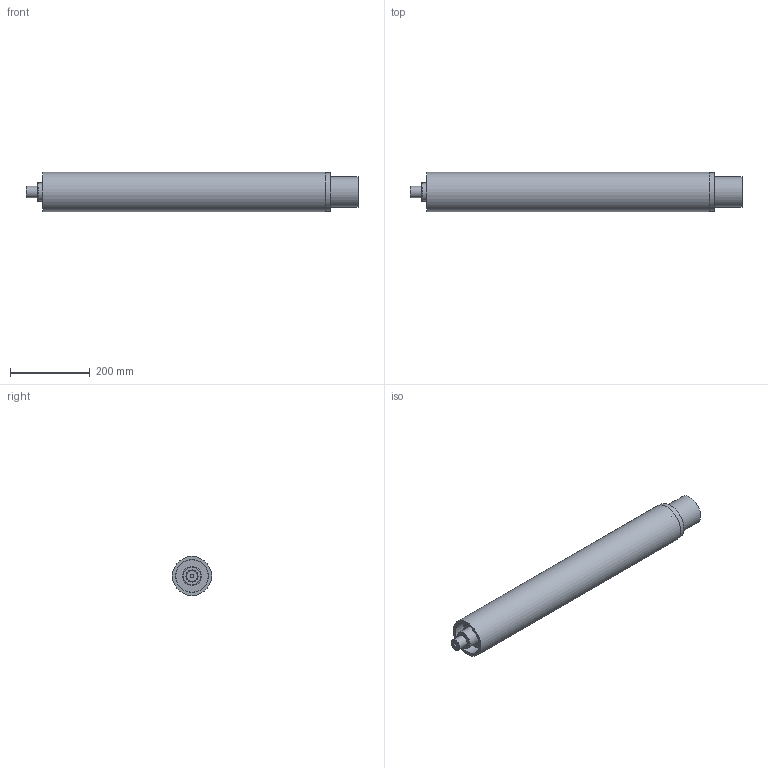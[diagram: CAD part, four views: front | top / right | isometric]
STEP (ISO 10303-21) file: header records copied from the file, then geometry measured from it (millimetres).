
FILE_DESCRIPTION(/* description */ ('STEP AP242','CAx-IF Rec.Pracs.---Representation and Presentation of Product Manufacturing Information (PMI)---4.0---2014-10-13','CAx-IF Rec.Pracs.---3D Tessellated Geometry---0.4---2014-09-14','2;1'),/* implementation_level */ '2;1');
FILE_NAME(/* name */ '68d6fa8bab38c9a49240ae69',/* time_stamp */ '2025-09-26T20:41:48Z',/* author */ (''),/* organization */ (''),/* preprocessor_version */ 'ST-DEVELOPER v20',/* originating_system */ 'ONSHAPE BY PTC INC, 1.204',/* authorisation */ ' ');
FILE_SCHEMA (('AP242_MANAGED_MODEL_BASED_3D_ENGINEERING_MIM_LF { 1 0 10303 442 1 1 4 }'));
Length unit declared in the file: metre
Products named in the file (5): Assembly 1; Assembly 1 <2>; Part 1
Assembly tree (4 placements, depth 3):
  Assembly 1
    Assembly 1 <2>
      Part 1
      Part 1
      Part 1
Bounding box: 833.91 x 98.48 x 98.48 mm (x, y, z)
Volume: 1256143.9 mm3; surface area: 516880.3 mm2
Topology: 3 solids, 3 shells, 34 faces, 53 edges, 33 vertices
Faces by surface type: plane 14, cylinder 12, torus 5, cone 3
Full cylindrical faces by diameter (mm): 9.284 x1, 28.702 x1, 45.39 x1, 76.454 x1, 77.8 x1, 83.236 x1, 85.09 x1, 92 x1, 92.024 x1, 93.472 x1, 96 x1, 98.476 x1
Entity records: 796 total; most frequent: DIRECTION 144, CARTESIAN_POINT 105, AXIS2_PLACEMENT_3D 72, ORIENTED_EDGE 66, EDGE_LOOP 66, FACE_BOUND 66, ADVANCED_FACE 34, EDGE_CURVE 33
